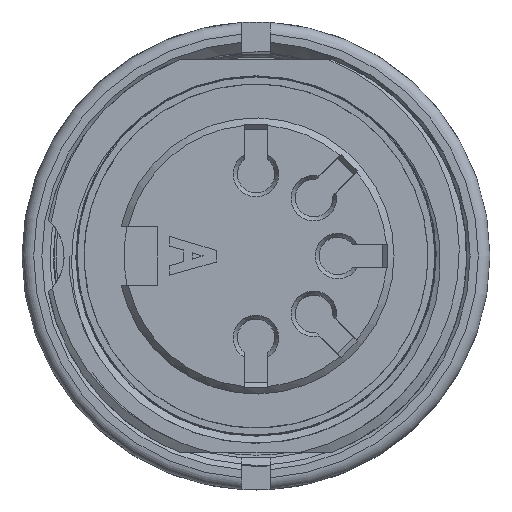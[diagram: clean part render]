
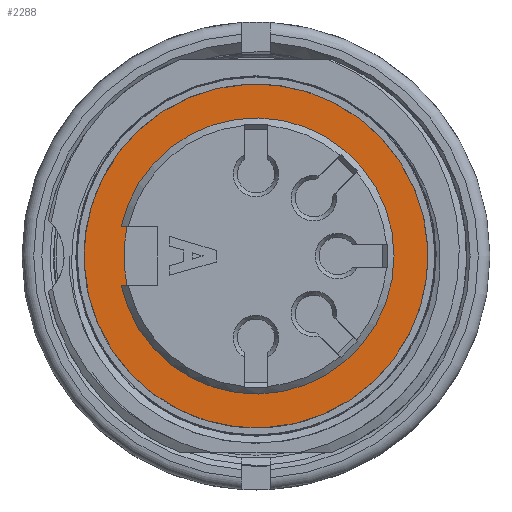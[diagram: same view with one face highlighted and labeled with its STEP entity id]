
A CAD part, front view. The second image highlights one B-rep face of the part: STEP entity #2288.
In plain terms, the highlighted planar face has unit normal (0, -1, 0).
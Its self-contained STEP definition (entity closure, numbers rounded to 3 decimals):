
#1525=FACE_BOUND('',#3348,.T.);
#1526=FACE_BOUND('',#3349,.T.);
#1690=CIRCLE('',#9442,5.9);
#1723=CIRCLE('',#9546,7.35);
#1724=CIRCLE('',#9547,5.65);
#2288=ADVANCED_FACE('',(#1525,#1526),#2716,.T.);
#2716=PLANE('',#9548);
#3348=EDGE_LOOP('',(#4141));
#3349=EDGE_LOOP('',(#4142,#4143,#4144,#4145));
#4141=ORIENTED_EDGE('',*,*,#7160,.T.);
#4142=ORIENTED_EDGE('',*,*,#6989,.F.);
#4143=ORIENTED_EDGE('',*,*,#6977,.T.);
#4144=ORIENTED_EDGE('',*,*,#7161,.T.);
#4145=ORIENTED_EDGE('',*,*,#6983,.T.);
#6193=VERTEX_POINT('',#11584);
#6194=VERTEX_POINT('',#11585);
#6198=VERTEX_POINT('',#11599);
#6199=VERTEX_POINT('',#11600);
#6315=VERTEX_POINT('',#12053);
#6977=EDGE_CURVE('',#6193,#6194,#8184,.T.);
#6983=EDGE_CURVE('',#6198,#6199,#8189,.T.);
#6989=EDGE_CURVE('',#6193,#6199,#1690,.T.);
#7160=EDGE_CURVE('',#6315,#6315,#1723,.T.);
#7161=EDGE_CURVE('',#6194,#6198,#1724,.T.);
#8184=LINE('',#11583,#8813);
#8189=LINE('',#11598,#8818);
#8813=VECTOR('',#9948,1.);
#8818=VECTOR('',#9955,1.);
#9442=AXIS2_PLACEMENT_3D('',#11613,#9962,#9963);
#9546=AXIS2_PLACEMENT_3D('',#12052,#10273,#10274);
#9547=AXIS2_PLACEMENT_3D('',#12054,#10275,#10276);
#9548=AXIS2_PLACEMENT_3D('',#12055,#10277,#10278);
#9948=DIRECTION('',(1.,0.,0.));
#9955=DIRECTION('',(-1.,0.,0.));
#9962=DIRECTION('',(0.,-1.,0.));
#9963=DIRECTION('',(0.,0.,-1.));
#10273=DIRECTION('',(0.,-1.,0.));
#10274=DIRECTION('',(0.547,0.,-0.837));
#10275=DIRECTION('',(0.,1.,0.));
#10276=DIRECTION('',(0.547,0.,-0.837));
#10277=DIRECTION('',(0.,-1.,0.));
#10278=DIRECTION('',(0.837,0.,0.547));
#11583=CARTESIAN_POINT('',(-3.604,-17.756,-1.25));
#11584=CARTESIAN_POINT('',(-5.17,-17.756,-1.25));
#11585=CARTESIAN_POINT('',(-4.914,-17.756,-1.25));
#11598=CARTESIAN_POINT('',(-6.503,-17.756,1.25));
#11599=CARTESIAN_POINT('',(-4.914,-17.756,1.25));
#11600=CARTESIAN_POINT('',(-5.17,-17.756,1.25));
#11613=CARTESIAN_POINT('',(0.596,-17.756,0.));
#12052=CARTESIAN_POINT('',(0.596,-17.756,0.));
#12053=CARTESIAN_POINT('',(4.616,-17.756,-6.153));
#12054=CARTESIAN_POINT('',(0.596,-17.756,0.));
#12055=CARTESIAN_POINT('',(0.596,-17.756,0.));
